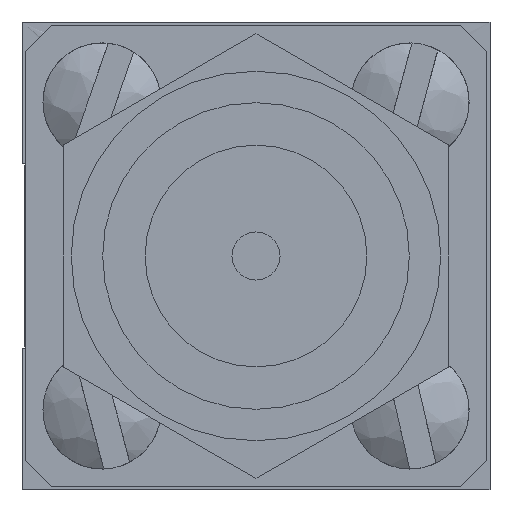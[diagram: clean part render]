
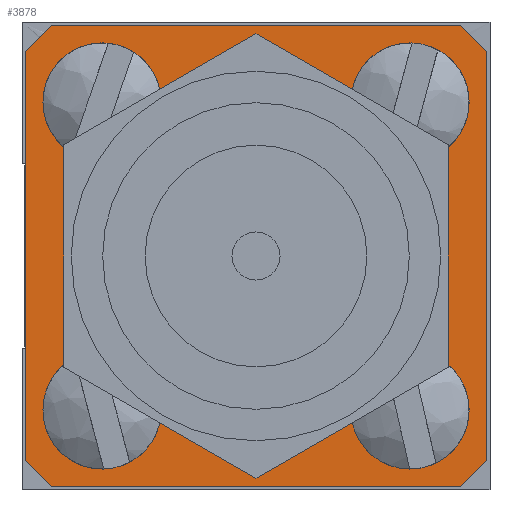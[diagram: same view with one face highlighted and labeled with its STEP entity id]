
A CAD part, left-side view. The second image highlights one B-rep face of the part: STEP entity #3878.
In plain terms, the highlighted planar face has unit normal (1, 0, 0).
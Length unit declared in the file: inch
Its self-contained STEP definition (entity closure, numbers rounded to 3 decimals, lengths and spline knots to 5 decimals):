
#89 = CARTESIAN_POINT ( 'NONE',  ( -0.19081, 0.26161, 0.50348 ) ) ;
#146 = ORIENTED_EDGE ( 'NONE', *, *, #6459, .T. ) ;
#455 = DIRECTION ( 'NONE',  ( 0., 1., 0. ) ) ;
#491 = VERTEX_POINT ( 'NONE', #3916 ) ;
#519 = CARTESIAN_POINT ( 'NONE',  ( -0.19081, 0.32411, 0.21243 ) ) ;
#530 = EDGE_CURVE ( 'NONE', #6479, #11749, #7029, .T. ) ;
#596 = VERTEX_POINT ( 'NONE', #7070 ) ;
#697 = CARTESIAN_POINT ( 'NONE',  ( -0.19081, 0.32411, 0.54454 ) ) ;
#778 = EDGE_CURVE ( 'NONE', #7712, #7712, #9063, .T. ) ;
#1015 = EDGE_CURVE ( 'NONE', #9481, #6479, #6884, .T. ) ;
#1043 = CARTESIAN_POINT ( 'NONE',  ( -0.19081, 0.13661, 0.37848 ) ) ;
#1179 = VECTOR ( 'NONE', #10741, 39.37008 ) ;
#1329 = ORIENTED_EDGE ( 'NONE', *, *, #9183, .T. ) ;
#1350 = LINE ( 'NONE', #10142, #10881 ) ;
#1354 = AXIS2_PLACEMENT_3D ( 'NONE', #5306, #11693, #455 ) ;
#1474 = ORIENTED_EDGE ( 'NONE', *, *, #2125, .T. ) ;
#1612 = EDGE_LOOP ( 'NONE', ( #3234 ) ) ;
#1645 = EDGE_CURVE ( 'NONE', #11749, #596, #10809, .T. ) ;
#1648 = DIRECTION ( 'NONE',  ( 0., -0.707, 0.707 ) ) ;
#1771 = VECTOR ( 'NONE', #11097, 39.37008 ) ;
#2082 = DIRECTION ( 'NONE',  ( -1., 0., 0. ) ) ;
#2125 = EDGE_CURVE ( 'NONE', #2446, #2446, #11679, .T. ) ;
#2133 = VERTEX_POINT ( 'NONE', #2964 ) ;
#2159 = VECTOR ( 'NONE', #9192, 39.37008 ) ;
#2181 = EDGE_LOOP ( 'NONE', ( #8547 ) ) ;
#2226 = LINE ( 'NONE', #10148, #1771 ) ;
#2274 = EDGE_CURVE ( 'NONE', #2133, #3223, #9176, .T. ) ;
#2375 = DIRECTION ( 'NONE',  ( 0., 1., 0. ) ) ;
#2446 = VERTEX_POINT ( 'NONE', #8137 ) ;
#2727 = CARTESIAN_POINT ( 'NONE',  ( -0.19081, 0.30266, 0.56598 ) ) ;
#2788 = LINE ( 'NONE', #5176, #1179 ) ;
#2801 = DIRECTION ( 'NONE',  ( -1., 0., 0. ) ) ;
#2862 = VERTEX_POINT ( 'NONE', #6737 ) ;
#2964 = CARTESIAN_POINT ( 'NONE',  ( -0.19081, 0.30266, 0.19098 ) ) ;
#3120 = CARTESIAN_POINT ( 'NONE',  ( -0.19081, 0.13661, 0.56598 ) ) ;
#3122 = DIRECTION ( 'NONE',  ( 0., 0.707, 0.707 ) ) ;
#3223 = VERTEX_POINT ( 'NONE', #519 ) ;
#3234 = ORIENTED_EDGE ( 'NONE', *, *, #10258, .T. ) ;
#3248 = DIRECTION ( 'NONE',  ( 0., -1., 0. ) ) ;
#3338 = PLANE ( 'NONE',  #1354 ) ;
#3508 = VECTOR ( 'NONE', #3248, 39.37008 ) ;
#3568 = ORIENTED_EDGE ( 'NONE', *, *, #1645, .T. ) ;
#3878 = ADVANCED_FACE ( 'NONE', ( #12117, #11820, #7851, #10192, #8743, #9319 ), #3338, .T. ) ;
#3916 = CARTESIAN_POINT ( 'NONE',  ( -0.19081, -0.05089, 0.21243 ) ) ;
#4429 = CARTESIAN_POINT ( 'NONE',  ( -0.19081, 0.32411, 0.54454 ) ) ;
#4654 = ORIENTED_EDGE ( 'NONE', *, *, #1015, .T. ) ;
#4713 = DIRECTION ( 'NONE',  ( 0., 1., 0. ) ) ;
#4841 = ORIENTED_EDGE ( 'NONE', *, *, #2274, .T. ) ;
#5006 = DIRECTION ( 'NONE',  ( -1., 0., 0. ) ) ;
#5176 = CARTESIAN_POINT ( 'NONE',  ( -0.19081, 0.32411, 0.37848 ) ) ;
#5306 = CARTESIAN_POINT ( 'NONE',  ( -0.19081, 0.13661, 0.37848 ) ) ;
#5367 = AXIS2_PLACEMENT_3D ( 'NONE', #11382, #2082, #8635 ) ;
#5429 = LINE ( 'NONE', #11808, #11285 ) ;
#5503 = AXIS2_PLACEMENT_3D ( 'NONE', #89, #2801, #10334 ) ;
#6082 = DIRECTION ( 'NONE',  ( -1., 0., 0. ) ) ;
#6459 = EDGE_CURVE ( 'NONE', #491, #2862, #1350, .T. ) ;
#6479 = VERTEX_POINT ( 'NONE', #2727 ) ;
#6653 = EDGE_LOOP ( 'NONE', ( #1329 ) ) ;
#6737 = CARTESIAN_POINT ( 'NONE',  ( -0.19081, -0.02944, 0.19098 ) ) ;
#6808 = AXIS2_PLACEMENT_3D ( 'NONE', #9832, #6082, #2375 ) ;
#6856 = VERTEX_POINT ( 'NONE', #8095 ) ;
#6884 = LINE ( 'NONE', #4429, #9958 ) ;
#7029 = LINE ( 'NONE', #3120, #3508 ) ;
#7070 = CARTESIAN_POINT ( 'NONE',  ( -0.19081, -0.05089, 0.54454 ) ) ;
#7230 = ORIENTED_EDGE ( 'NONE', *, *, #7680, .T. ) ;
#7479 = EDGE_LOOP ( 'NONE', ( #11287 ) ) ;
#7597 = DIRECTION ( 'NONE',  ( -1., 0., 0. ) ) ;
#7680 = EDGE_CURVE ( 'NONE', #596, #491, #2226, .T. ) ;
#7712 = VERTEX_POINT ( 'NONE', #9124 ) ;
#7851 = FACE_BOUND ( 'NONE', #12163, .T. ) ;
#7917 = AXIS2_PLACEMENT_3D ( 'NONE', #1043, #7597, #4713 ) ;
#8035 = DIRECTION ( 'NONE',  ( 0., 1., 0. ) ) ;
#8095 = CARTESIAN_POINT ( 'NONE',  ( -0.19081, 0.05961, 0.25348 ) ) ;
#8137 = CARTESIAN_POINT ( 'NONE',  ( -0.19081, 0.30961, 0.50348 ) ) ;
#8279 = CARTESIAN_POINT ( 'NONE',  ( -0.19081, -0.02944, 0.56598 ) ) ;
#8294 = VERTEX_POINT ( 'NONE', #11878 ) ;
#8307 = EDGE_LOOP ( 'NONE', ( #9288, #4654, #11137, #3568, #7230, #146, #11904, #4841 ) ) ;
#8441 = VERTEX_POINT ( 'NONE', #9995 ) ;
#8547 = ORIENTED_EDGE ( 'NONE', *, *, #778, .T. ) ;
#8563 = EDGE_CURVE ( 'NONE', #3223, #9481, #2788, .T. ) ;
#8635 = DIRECTION ( 'NONE',  ( 0., 1., 0. ) ) ;
#8743 = FACE_BOUND ( 'NONE', #6653, .T. ) ;
#9063 = CIRCLE ( 'NONE', #7917, 0.1245 ) ;
#9124 = CARTESIAN_POINT ( 'NONE',  ( -0.19081, 0.26111, 0.37848 ) ) ;
#9176 = LINE ( 'NONE', #10587, #10653 ) ;
#9183 = EDGE_CURVE ( 'NONE', #6856, #6856, #10699, .T. ) ;
#9192 = DIRECTION ( 'NONE',  ( 0., -0.707, -0.707 ) ) ;
#9218 = CIRCLE ( 'NONE', #5367, 0.048 ) ;
#9288 = ORIENTED_EDGE ( 'NONE', *, *, #8563, .T. ) ;
#9319 = FACE_BOUND ( 'NONE', #1612, .T. ) ;
#9339 = CIRCLE ( 'NONE', #6808, 0.048 ) ;
#9469 = AXIS2_PLACEMENT_3D ( 'NONE', #9668, #5006, #10436 ) ;
#9481 = VERTEX_POINT ( 'NONE', #697 ) ;
#9668 = CARTESIAN_POINT ( 'NONE',  ( -0.19081, 0.01161, 0.25348 ) ) ;
#9794 = EDGE_CURVE ( 'NONE', #2862, #2133, #5429, .T. ) ;
#9832 = CARTESIAN_POINT ( 'NONE',  ( -0.19081, 0.26161, 0.25348 ) ) ;
#9958 = VECTOR ( 'NONE', #1648, 39.37008 ) ;
#9995 = CARTESIAN_POINT ( 'NONE',  ( -0.19081, 0.30961, 0.25348 ) ) ;
#10142 = CARTESIAN_POINT ( 'NONE',  ( -0.19081, -0.02944, 0.19098 ) ) ;
#10148 = CARTESIAN_POINT ( 'NONE',  ( -0.19081, -0.05089, 0.37848 ) ) ;
#10192 = FACE_BOUND ( 'NONE', #7479, .T. ) ;
#10258 = EDGE_CURVE ( 'NONE', #8294, #8294, #9218, .T. ) ;
#10259 = DIRECTION ( 'NONE',  ( 0., 0.707, -0.707 ) ) ;
#10334 = DIRECTION ( 'NONE',  ( 0., 1., 0. ) ) ;
#10436 = DIRECTION ( 'NONE',  ( 0., 1., 0. ) ) ;
#10587 = CARTESIAN_POINT ( 'NONE',  ( -0.19081, 0.32411, 0.21243 ) ) ;
#10653 = VECTOR ( 'NONE', #3122, 39.37008 ) ;
#10699 = CIRCLE ( 'NONE', #9469, 0.048 ) ;
#10741 = DIRECTION ( 'NONE',  ( 0., 0., 1. ) ) ;
#10809 = LINE ( 'NONE', #8279, #2159 ) ;
#10881 = VECTOR ( 'NONE', #10259, 39.37008 ) ;
#11097 = DIRECTION ( 'NONE',  ( 0., 0., -1. ) ) ;
#11137 = ORIENTED_EDGE ( 'NONE', *, *, #530, .T. ) ;
#11285 = VECTOR ( 'NONE', #8035, 39.37008 ) ;
#11287 = ORIENTED_EDGE ( 'NONE', *, *, #12012, .T. ) ;
#11382 = CARTESIAN_POINT ( 'NONE',  ( -0.19081, 0.01161, 0.50348 ) ) ;
#11602 = CARTESIAN_POINT ( 'NONE',  ( -0.19081, -0.02944, 0.56598 ) ) ;
#11679 = CIRCLE ( 'NONE', #5503, 0.048 ) ;
#11693 = DIRECTION ( 'NONE',  ( 1., 0., 0. ) ) ;
#11749 = VERTEX_POINT ( 'NONE', #11602 ) ;
#11808 = CARTESIAN_POINT ( 'NONE',  ( -0.19081, 0.13661, 0.19098 ) ) ;
#11820 = FACE_BOUND ( 'NONE', #2181, .T. ) ;
#11878 = CARTESIAN_POINT ( 'NONE',  ( -0.19081, 0.05961, 0.50348 ) ) ;
#11904 = ORIENTED_EDGE ( 'NONE', *, *, #9794, .T. ) ;
#12012 = EDGE_CURVE ( 'NONE', #8441, #8441, #9339, .T. ) ;
#12117 = FACE_OUTER_BOUND ( 'NONE', #8307, .T. ) ;
#12163 = EDGE_LOOP ( 'NONE', ( #1474 ) ) ;
